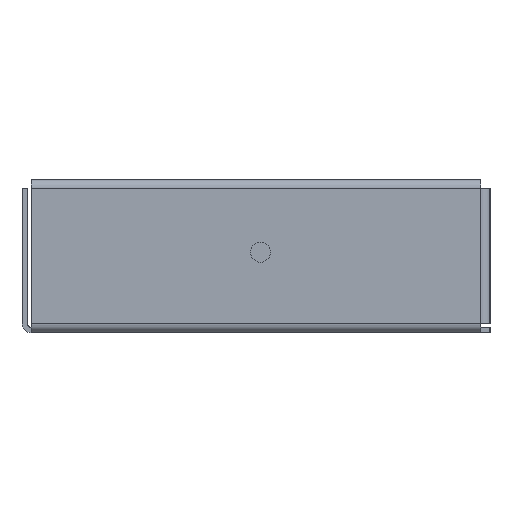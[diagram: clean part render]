
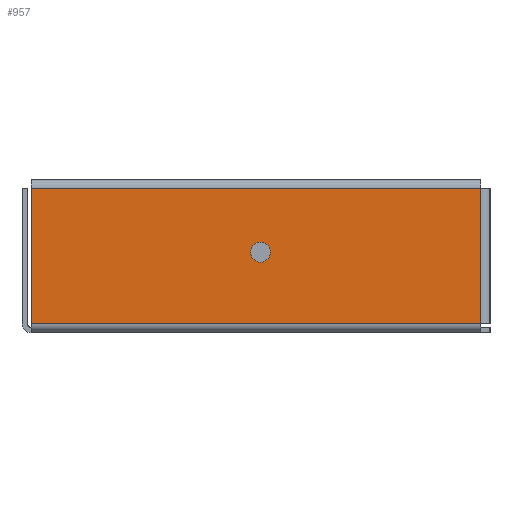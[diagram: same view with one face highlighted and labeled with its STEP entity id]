
A CAD part, left-side view. The second image highlights one B-rep face of the part: STEP entity #957.
In plain terms, the highlighted planar face has unit normal (-1, 0, 0).
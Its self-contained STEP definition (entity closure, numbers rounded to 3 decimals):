
#455 = VERTEX_POINT('',#456);
#456 = CARTESIAN_POINT('',(-218.4,-61.,2.5));
#463 = EDGE_CURVE('',#455,#464,#466,.T.);
#464 = VERTEX_POINT('',#465);
#465 = CARTESIAN_POINT('',(-218.4,63.5,2.5));
#466 = LINE('',#467,#468);
#467 = CARTESIAN_POINT('',(-218.4,-63.5,2.5));
#468 = VECTOR('',#469,1.);
#469 = DIRECTION('',(0.,1.,0.));
#890 = EDGE_CURVE('',#891,#464,#893,.T.);
#891 = VERTEX_POINT('',#892);
#892 = CARTESIAN_POINT('',(-218.4,63.5,39.92));
#893 = LINE('',#894,#895);
#894 = CARTESIAN_POINT('',(-218.4,63.5,39.92));
#895 = VECTOR('',#896,1.);
#896 = DIRECTION('',(0.,0.,-1.));
#957 = ADVANCED_FACE('',(#958,#976),#987,.T.);
#958 = FACE_BOUND('',#959,.T.);
#959 = EDGE_LOOP('',(#960,#961,#969,#975));
#960 = ORIENTED_EDGE('',*,*,#463,.F.);
#961 = ORIENTED_EDGE('',*,*,#962,.T.);
#962 = EDGE_CURVE('',#455,#963,#965,.T.);
#963 = VERTEX_POINT('',#964);
#964 = CARTESIAN_POINT('',(-218.4,-61.,39.92));
#965 = LINE('',#966,#967);
#966 = CARTESIAN_POINT('',(-218.4,-61.,2.5));
#967 = VECTOR('',#968,1.);
#968 = DIRECTION('',(0.,0.,1.));
#969 = ORIENTED_EDGE('',*,*,#970,.T.);
#970 = EDGE_CURVE('',#963,#891,#971,.T.);
#971 = LINE('',#972,#973);
#972 = CARTESIAN_POINT('',(-218.4,-63.5,39.92));
#973 = VECTOR('',#974,1.);
#974 = DIRECTION('',(0.,1.,0.));
#975 = ORIENTED_EDGE('',*,*,#890,.T.);
#976 = FACE_BOUND('',#977,.T.);
#977 = EDGE_LOOP('',(#978));
#978 = ORIENTED_EDGE('',*,*,#979,.F.);
#979 = EDGE_CURVE('',#980,#980,#982,.T.);
#980 = VERTEX_POINT('',#981);
#981 = CARTESIAN_POINT('',(-218.4,0.,19.475));
#982 = CIRCLE('',#983,2.75);
#983 = AXIS2_PLACEMENT_3D('',#984,#985,#986);
#984 = CARTESIAN_POINT('',(-218.4,0.,22.225));
#985 = DIRECTION('',(-1.,-0.,-0.));
#986 = DIRECTION('',(0.,0.,-1.));
#987 = PLANE('',#988);
#988 = AXIS2_PLACEMENT_3D('',#989,#990,#991);
#989 = CARTESIAN_POINT('',(-218.4,0.,21.21));
#990 = DIRECTION('',(-1.,-0.,0.));
#991 = DIRECTION('',(0.,0.,1.));
